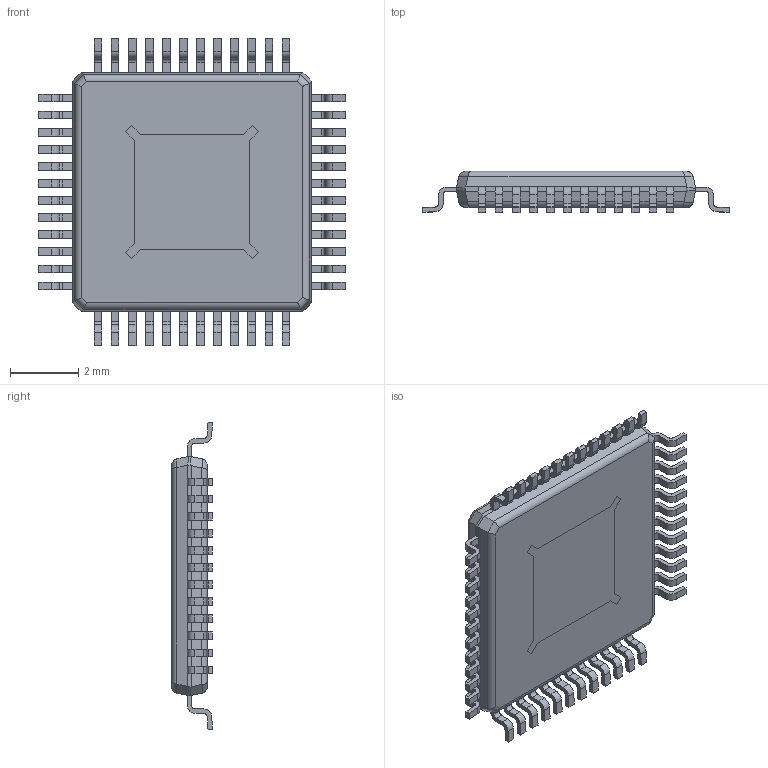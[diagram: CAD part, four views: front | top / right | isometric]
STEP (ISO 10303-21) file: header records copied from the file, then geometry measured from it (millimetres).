
FILE_DESCRIPTION (( 'STEP AP214' ), '1' );
FILE_NAME ('HTQFP-48-7x7mm-P0.5mm-EP7x7mm.STEP', '2023-03-24T05:05:15', ( '' ), ( '' ), 'SwSTEP 2.0', 'SolidWorks 2021', '' );
FILE_SCHEMA (( 'AUTOMOTIVE_DESIGN' ));
Length unit declared in the file: millimetre
Products named in the file (1): TUSB4020BIPHP
Bounding box: 9 x 1.2 x 9 mm (x, y, z)
Volume: 51.8 mm3; surface area: 196.7 mm2
Topology: 51 solids, 51 shells, 756 faces, 1956 edges, 1304 vertices
Faces by surface type: plane 544, cylinder 212
Entity records: 23436 total; most frequent: CARTESIAN_POINT 4113, ORIENTED_EDGE 3912, DIRECTION 3830, EDGE_CURVE 1956, LINE 1532, VECTOR 1532, VERTEX_POINT 1304, AXIS2_PLACEMENT_3D 1149
